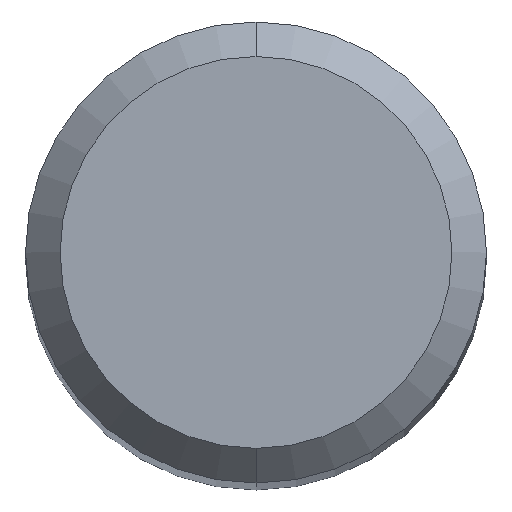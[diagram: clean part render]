
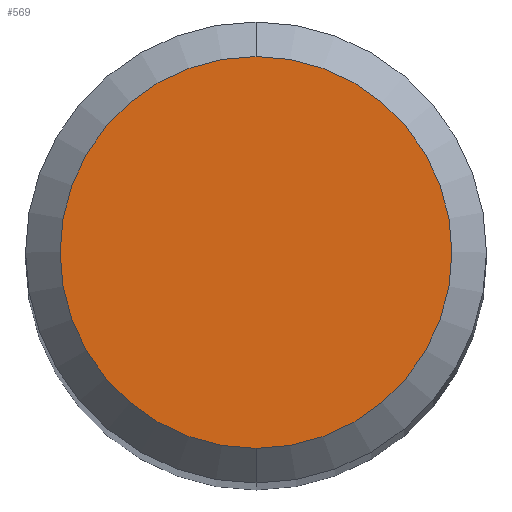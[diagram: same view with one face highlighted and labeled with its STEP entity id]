
A CAD part, top view. The second image highlights one B-rep face of the part: STEP entity #569.
In plain terms, the highlighted planar face has unit normal (0, 0, 1).
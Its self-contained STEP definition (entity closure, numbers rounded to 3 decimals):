
#499=EDGE_CURVE('',#819,#1015,#1190,.T.);
#569=ADVANCED_FACE('',(#1270),#1271,.T.);
#663=EDGE_CURVE('',#1015,#819,#1373,.T.);
#819=VERTEX_POINT('',#1542);
#1015=VERTEX_POINT('',#1755);
#1190=CIRCLE('',#2429,1.7);
#1270=FACE_OUTER_BOUND('',#3024,.T.);
#1271=PLANE('',#3025);
#1373=CIRCLE('',#3554,1.7);
#1542=CARTESIAN_POINT('',(0.0,1.7,0.0));
#1755=CARTESIAN_POINT('',(0.,-1.7,0.0));
#2429=AXIS2_PLACEMENT_3D('',#5627,#5628,#5629);
#3024=EDGE_LOOP('',(#5739,#5740));
#3025=AXIS2_PLACEMENT_3D('',#5741,#5742,#5743);
#3554=AXIS2_PLACEMENT_3D('',#5819,#5820,#5821);
#5627=CARTESIAN_POINT('',(0.0,0.0,0.0));
#5628=DIRECTION('',(0.0,0.0,-1.0));
#5629=DIRECTION('',(0.0,1.0,0.0));
#5739=ORIENTED_EDGE('',*,*,#499,.F.);
#5740=ORIENTED_EDGE('',*,*,#663,.F.);
#5741=CARTESIAN_POINT('',(0.0,0.85,0.0));
#5742=DIRECTION('',(-0.0,0.0,1.0));
#5743=DIRECTION('',(0.0,-1.0,0.0));
#5819=CARTESIAN_POINT('',(0.0,0.0,0.0));
#5820=DIRECTION('',(0.0,0.0,-1.0));
#5821=DIRECTION('',(0.0,1.0,0.0));
